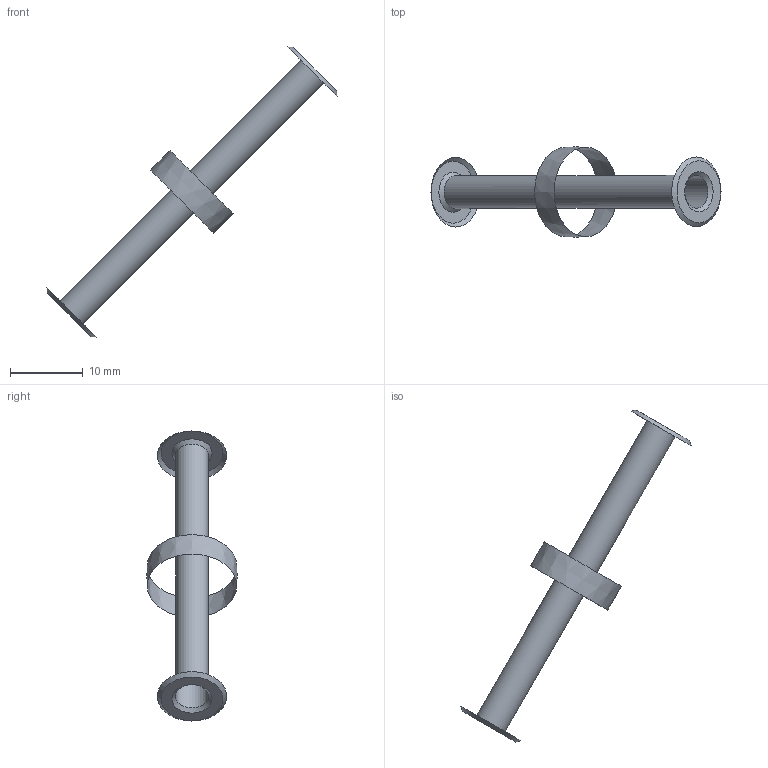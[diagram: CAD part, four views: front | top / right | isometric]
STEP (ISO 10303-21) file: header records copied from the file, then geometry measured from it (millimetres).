
FILE_DESCRIPTION(/* description */ (''),/* implementation_level */ '2;1');
FILE_NAME(/* name */ 'RollerCore.step',/* time_stamp */ '2023-12-14T22:43:10+01:00',/* author */ (''),/* organization */ (''),/* preprocessor_version */ 'ST-DEVELOPER v20',/* originating_system */ 'Autodesk Translation Framework v12.14.0.127',/* authorisation */ '');
FILE_SCHEMA (('AUTOMOTIVE_DESIGN { 1 0 10303 214 3 1 1 }'));
Length unit declared in the file: millimetre
Products named in the file (1): RollerCore
Bounding box: 39.79 x 12.38 x 39.79 mm (x, y, z)
Volume: 3789.3 mm3; surface area: 2411.2 mm2
Topology: 1 solids, 1 shells, 10 faces, 24 edges, 16 vertices
Faces by surface type: cone 6, plane 2, cylinder 1, bspline 1
Full cylindrical faces by diameter (mm): 4.5 x1
Entity records: 371 total; most frequent: CARTESIAN_POINT 77, DIRECTION 61, ORIENTED_EDGE 48, AXIS2_PLACEMENT_3D 27, EDGE_CURVE 24, CIRCLE 17, VERTEX_POINT 16, EDGE_LOOP 12
